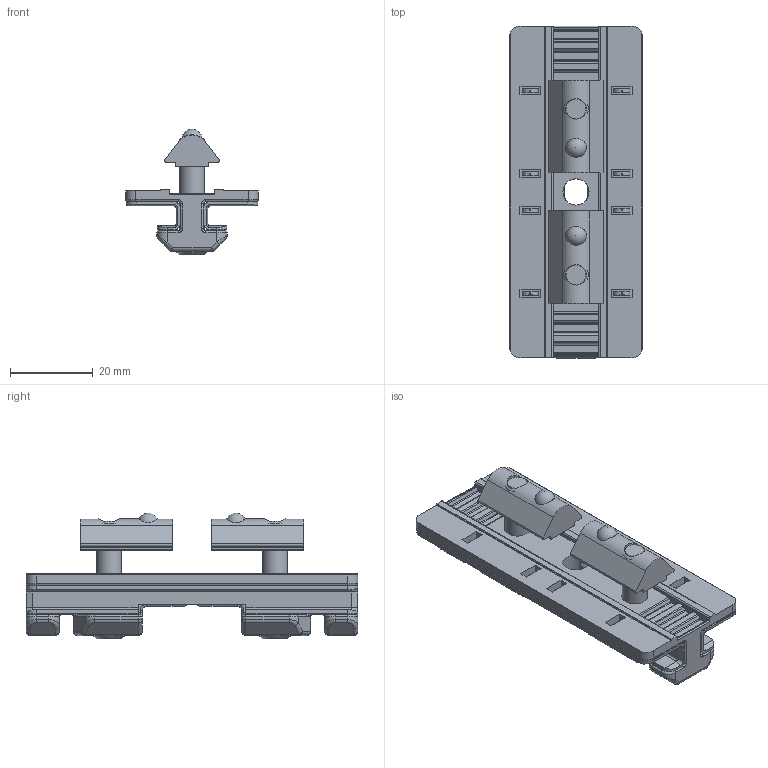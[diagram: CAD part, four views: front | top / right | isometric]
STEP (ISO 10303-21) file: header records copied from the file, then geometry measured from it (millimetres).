
FILE_DESCRIPTION(/* description */ ('KriTec Gleitschlitten-Führung 8 80x40 mit Bef.satz für Festlager'),/* implementation_level */ '2;1');
FILE_NAME(/* name */ '14255_KriTec_Gleitschlitten-Fuehrung_8_80x40_mit_Befestigungssatz_fuer_Festlager.stp',/* time_stamp */ '2020-07-13T10:13:46+02:00',/* author */ ('jendrek'),/* organization */ (''),/* preprocessor_version */ 'ST-DEVELOPER v17',/* originating_system */ 'Autodesk Inventor 2018',/* authorisation */ '');
FILE_SCHEMA (('AUTOMOTIVE_DESIGN { 1 0 10303 214 3 1 1 }'));
Length unit declared in the file: millimetre
Products named in the file (5): 14255; 13625; 13625_1 KriTec Gleitschlitten Fuehrung 8 80x40; 11645; 11007
Assembly tree (6 placements, depth 3):
  14255
    13625
      13625_1 KriTec Gleitschlitten Fuehrung 8 80x40
    11645  x2
    11007  x2
Bounding box: 32 x 80 x 30.3 mm (x, y, z)
Volume: 18501.9 mm3; surface area: 19763.4 mm2
Topology: 9 solids, 9 shells, 620 faces, 1593 edges, 986 vertices
Faces by surface type: plane 255, cylinder 237, torus 48, bspline 32, sphere 24, cone 24
Full cylindrical faces by diameter (mm): 4.917 x2, 6 x2, 6.3 x3
Entity records: 21191 total; most frequent: CARTESIAN_POINT 6283, DIRECTION 2989, ORIENTED_EDGE 2984, EDGE_CURVE 1492, AXIS2_PLACEMENT_3D 1068, VERTEX_POINT 927, LINE 853, VECTOR 853
